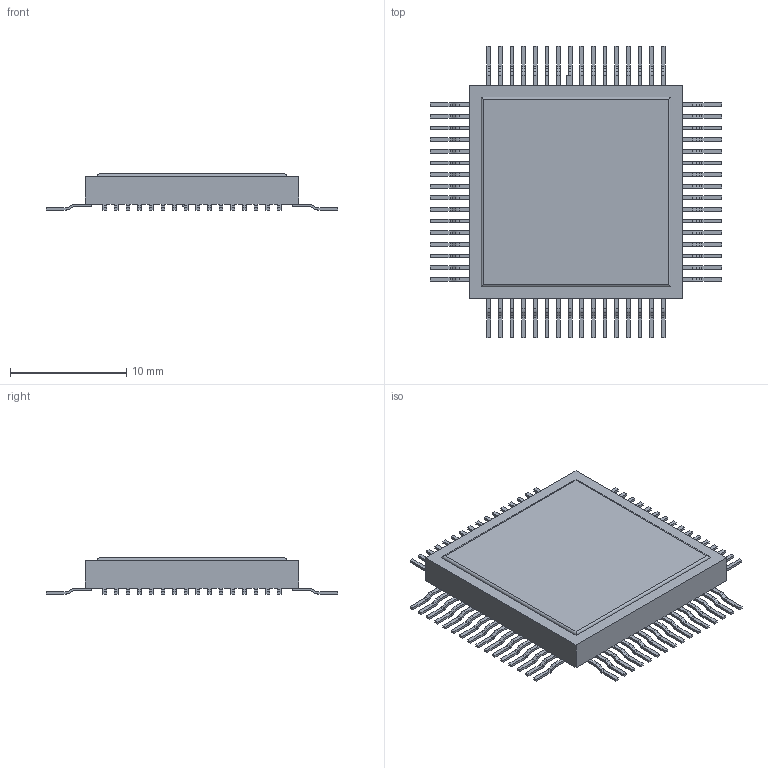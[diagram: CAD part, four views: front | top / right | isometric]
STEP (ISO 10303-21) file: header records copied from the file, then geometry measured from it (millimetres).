
FILE_DESCRIPTION(('STEP AP214'), '1');
FILE_NAME('ﾍ18.64-1ﾂ', '2019-09-12T09:33:22', ('user'), (''), 'ASCON STEP Converter 1.3', 'ASCON Math Kernel', '');
FILE_SCHEMA(('AUTOMOTIVE_DESIGN { 1 0 10303 214 3 1 1}'));
Length unit declared in the file: millimetre
Bounding box: 25 x 25 x 3.1 mm (x, y, z)
Volume: 872.4 mm3; surface area: 1101.9 mm2
Topology: 1 solids, 1 shells, 909 faces, 2588 edges, 1682 vertices
Faces by surface type: plane 649, cylinder 260
Entity records: 36590 total; most frequent: CARTESIAN_POINT 5192, ORIENTED_EDGE 5176, DIRECTION 4916, EDGE_CURVE 2588, LINE 2072, VECTOR 2072, VERTEX_POINT 1682, AXIS2_PLACEMENT_3D 1422
